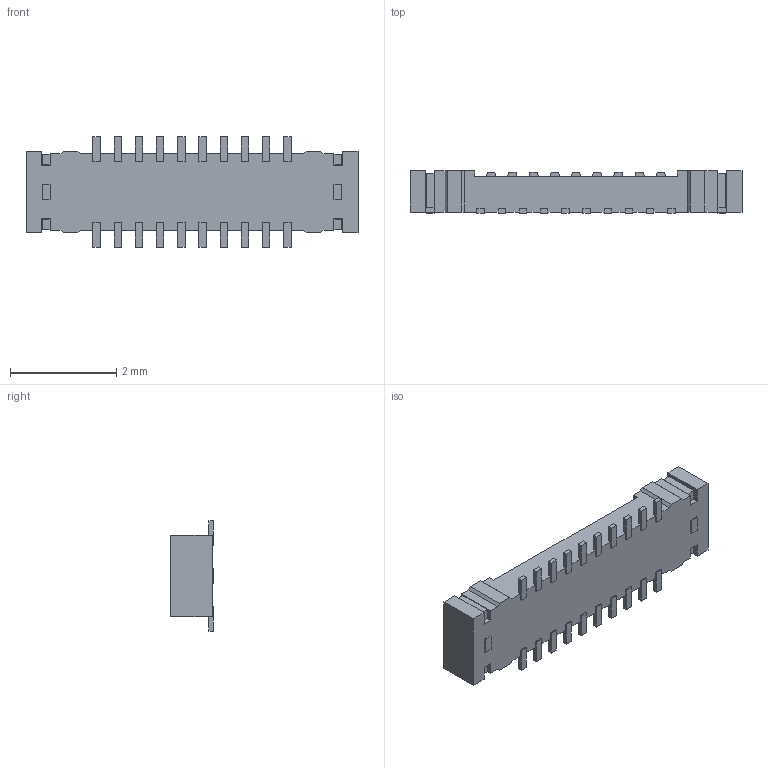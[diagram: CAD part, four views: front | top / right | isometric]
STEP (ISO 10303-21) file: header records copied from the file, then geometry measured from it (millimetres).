
FILE_DESCRIPTION(('STEP AP242'),'1');
FILE_NAME('5024302030.stp','2025-01-19T12:11:10',('TraceParts'),('TraceParts S.A.'),'Spatial InterOp 3D',' ',' ');
FILE_SCHEMA(('AP242_MANAGED_MODEL_BASED_3D_ENGINEERING_MIM_LF {1 0 10303 442 1 1 4}'));
Length unit declared in the file: millimetre
Products named in the file (1): 5024302030_1
Bounding box: 6.26 x 0.8 x 2.08 mm (x, y, z)
Volume: 5 mm3; surface area: 43.7 mm2
Topology: 1 solids, 1 shells, 294 faces, 904 edges, 720 vertices
Faces by surface type: plane 294
Entity records: 9838 total; most frequent: CARTESIAN_POINT 1744, ORIENTED_EDGE 1632, DIRECTION 1496, LINE 904, VECTOR 904, EDGE_CURVE 816, VERTEX_POINT 544, EDGE_LOOP 314
